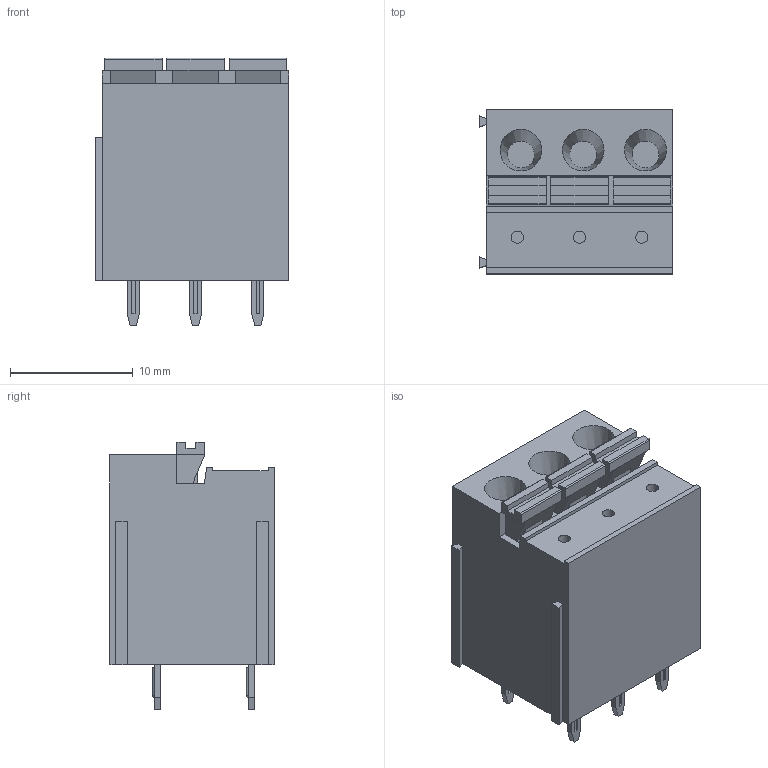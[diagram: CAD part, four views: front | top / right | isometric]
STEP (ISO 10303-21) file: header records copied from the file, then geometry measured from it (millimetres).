
FILE_DESCRIPTION( ( 'STEP AP214' ), '1' );
FILE_NAME( 'MX722-508M03-20230406.stp', '2023-04-06T02:57:24', ( ' ' ), ( ' ' ), 'XStep 1.0', ' ', ' ' );
FILE_SCHEMA( ( 'CONFIG_CONTROL_DESIGN) ( )' ) );
Length unit declared in the file: metre
Products named in the file (4): 1; 2; 3; 4
Bounding box: 15.82 x 13.4 x 21.85 mm (x, y, z)
Volume: 3221.6 mm3; surface area: 2197 mm2
Topology: 4 solids, 4 shells, 237 faces, 624 edges, 407 vertices
Faces by surface type: plane 204, cylinder 24, sphere 6, bspline 3
Full cylindrical faces by diameter (mm): 1 x3, 2.2 x3
Entity records: 7239 total; most frequent: CARTESIAN_POINT 1404, ORIENTED_EDGE 1200, DIRECTION 1136, EDGE_CURVE 600, LINE 540, VECTOR 540, VERTEX_POINT 398, AXIS2_PLACEMENT_3D 298
